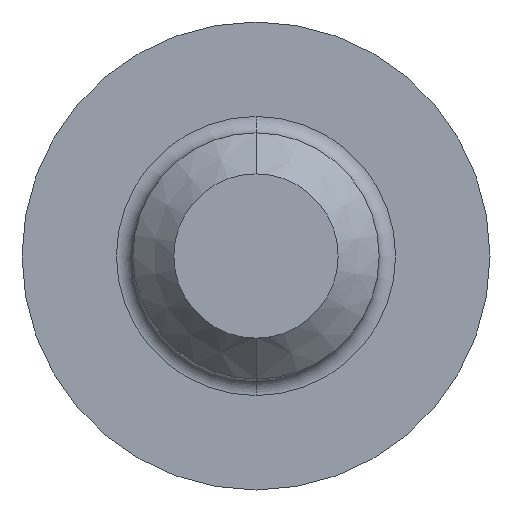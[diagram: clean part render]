
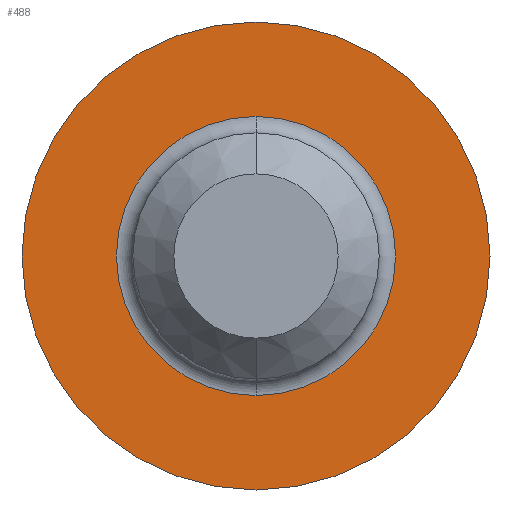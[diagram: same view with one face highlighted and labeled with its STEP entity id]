
A CAD part, front view. The second image highlights one B-rep face of the part: STEP entity #488.
In plain terms, the highlighted planar face has unit normal (0, -1, 0).
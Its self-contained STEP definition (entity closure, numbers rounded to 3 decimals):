
#13 = CARTESIAN_POINT ( 'NONE',  ( 0., 0., 0. ) ) ;
#14 = DIRECTION ( 'NONE',  ( 0., -1., 0. ) ) ;
#18 = DIRECTION ( 'NONE',  ( 0., 0., -1. ) ) ;
#21 = CIRCLE ( 'NONE', #204, 2.85 ) ;
#28 = CARTESIAN_POINT ( 'NONE',  ( 0., 0., 0. ) ) ;
#29 = DIRECTION ( 'NONE',  ( 0., -1., 0. ) ) ;
#30 = DIRECTION ( 'NONE',  ( 0., -1., 0. ) ) ;
#39 = PLANE ( 'NONE',  #338 ) ;
#41 = DIRECTION ( 'NONE',  ( 0., 0., -1. ) ) ;
#51 = ORIENTED_EDGE ( 'NONE', *, *, #440, .T. ) ;
#57 = CIRCLE ( 'NONE', #146, 2.85 ) ;
#92 = CIRCLE ( 'NONE', #624, 1.7 ) ;
#96 = CARTESIAN_POINT ( 'NONE',  ( 0., 0., 0. ) ) ;
#97 = ORIENTED_EDGE ( 'NONE', *, *, #558, .T. ) ;
#102 = CARTESIAN_POINT ( 'NONE',  ( 0., 0., 0. ) ) ;
#110 = DIRECTION ( 'NONE',  ( 0., 1., 0. ) ) ;
#120 = VERTEX_POINT ( 'NONE', #547 ) ;
#130 = VERTEX_POINT ( 'NONE', #337 ) ;
#134 = CARTESIAN_POINT ( 'NONE',  ( 0., 0., -2.85 ) ) ;
#138 = DIRECTION ( 'NONE',  ( 0., 0., -1. ) ) ;
#146 = AXIS2_PLACEMENT_3D ( 'NONE', #13, #14, #18 ) ;
#186 = ORIENTED_EDGE ( 'NONE', *, *, #579, .T. ) ;
#204 = AXIS2_PLACEMENT_3D ( 'NONE', #28, #30, #41 ) ;
#207 = CARTESIAN_POINT ( 'NONE',  ( 0., 0., 0. ) ) ;
#223 = DIRECTION ( 'NONE',  ( 0., 0., -1. ) ) ;
#250 = EDGE_LOOP ( 'NONE', ( #97, #186 ) ) ;
#306 = ORIENTED_EDGE ( 'NONE', *, *, #621, .T. ) ;
#314 = EDGE_LOOP ( 'NONE', ( #51, #306 ) ) ;
#321 = AXIS2_PLACEMENT_3D ( 'NONE', #102, #110, #223 ) ;
#330 = VERTEX_POINT ( 'NONE', #506 ) ;
#334 = DIRECTION ( 'NONE',  ( 0., 1., 0. ) ) ;
#337 = CARTESIAN_POINT ( 'NONE',  ( 0., 0., 2.85 ) ) ;
#338 = AXIS2_PLACEMENT_3D ( 'NONE', #207, #29, #138 ) ;
#357 = DIRECTION ( 'NONE',  ( 0., 0., -1. ) ) ;
#406 = FACE_BOUND ( 'NONE', #314, .T. ) ;
#418 = FACE_OUTER_BOUND ( 'NONE', #250, .T. ) ;
#440 = EDGE_CURVE ( 'NONE', #120, #330, #92, .T. ) ;
#488 = ADVANCED_FACE ( 'NONE', ( #406, #418 ), #39, .T. ) ;
#506 = CARTESIAN_POINT ( 'NONE',  ( 0., 0., 1.7 ) ) ;
#525 = CIRCLE ( 'NONE', #321, 1.7 ) ;
#547 = CARTESIAN_POINT ( 'NONE',  ( 0., 0., -1.7 ) ) ;
#558 = EDGE_CURVE ( 'NONE', #576, #130, #57, .T. ) ;
#576 = VERTEX_POINT ( 'NONE', #134 ) ;
#579 = EDGE_CURVE ( 'NONE', #130, #576, #21, .T. ) ;
#621 = EDGE_CURVE ( 'NONE', #330, #120, #525, .T. ) ;
#624 = AXIS2_PLACEMENT_3D ( 'NONE', #96, #334, #357 ) ;
